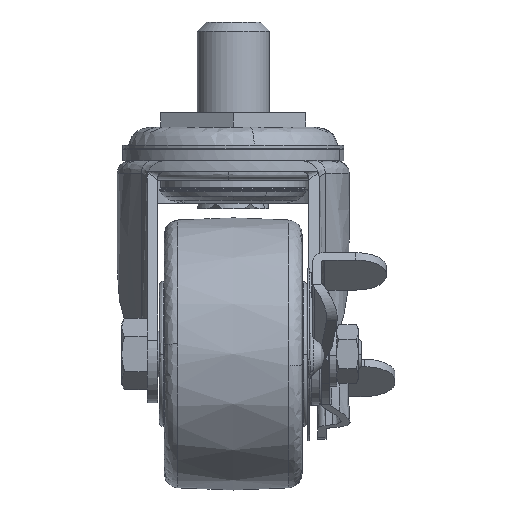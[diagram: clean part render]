
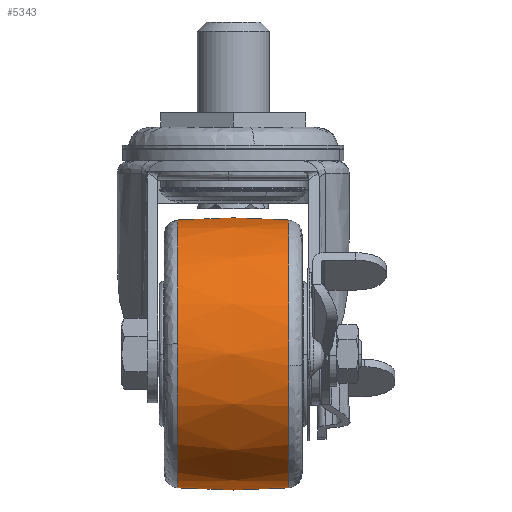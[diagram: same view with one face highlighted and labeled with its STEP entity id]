
A CAD part, left-side view. The second image highlights one B-rep face of the part: STEP entity #5343.
In plain terms, the highlighted free-form (B-spline) face has degree [2, 2] with [3, 7] control points.
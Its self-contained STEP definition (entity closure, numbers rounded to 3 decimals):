
#5070=CARTESIAN_POINT('',(-36.,-15.306,-25.587));
#5071=VERTEX_POINT('',#5070);
#5085=CARTESIAN_POINT('',(-72.771,-15.306,-65.743));
#5086=VERTEX_POINT('',#5085);
#5087=CARTESIAN_POINT('',(-72.771,-15.306,-65.743));
#5088=CARTESIAN_POINT('',(-72.913,-15.306,-64.125));
#5089=CARTESIAN_POINT('',(-72.913,-15.306,-62.5));
#5090=CARTESIAN_POINT('',(-72.913,-15.306,-25.587));
#5091=CARTESIAN_POINT('',(-36.,-15.306,-25.587));
#5099=(BOUNDED_CURVE()B_SPLINE_CURVE(2,(#5087,#5088,#5089,#5090,#5091),.UNSPECIFIED.,.F.,.U.)B_SPLINE_CURVE_WITH_KNOTS((3,2,3),(0.735,0.75,1.0),.UNSPECIFIED.)CURVE()GEOMETRIC_REPRESENTATION_ITEM()RATIONAL_B_SPLINE_CURVE((0.966,0.982,1.0,0.707,1.0))REPRESENTATION_ITEM(''));
#5100=EDGE_CURVE('',#5086,#5071,#5099,.T.);
#5149=CARTESIAN_POINT('',(-36.,-15.306,-99.413));
#5150=VERTEX_POINT('',#5149);
#5151=CARTESIAN_POINT('',(-36.,-15.306,-99.413));
#5152=CARTESIAN_POINT('',(-69.801,-15.306,-99.413));
#5153=CARTESIAN_POINT('',(-72.771,-15.306,-65.743));
#5161=(BOUNDED_CURVE()B_SPLINE_CURVE(2,(#5151,#5152,#5153),.UNSPECIFIED.,.F.,.U.)B_SPLINE_CURVE_WITH_KNOTS((3,3),(0.5,0.735),.UNSPECIFIED.)CURVE()GEOMETRIC_REPRESENTATION_ITEM()RATIONAL_B_SPLINE_CURVE((1.0,0.725,0.966))REPRESENTATION_ITEM(''));
#5162=EDGE_CURVE('',#5150,#5086,#5161,.T.);
#5213=CARTESIAN_POINT('',(-36.,15.306,-25.587));
#5214=VERTEX_POINT('',#5213);
#5215=CARTESIAN_POINT('',(-36.,15.306,-25.587));
#5216=CARTESIAN_POINT('',(-36.,0.,-24.412));
#5217=CARTESIAN_POINT('',(-36.,-15.306,-25.587));
#5225=(BOUNDED_CURVE()B_SPLINE_CURVE(2,(#5215,#5216,#5217),.UNSPECIFIED.,.F.,.U.)B_SPLINE_CURVE_WITH_KNOTS((3,3),(0.44,0.56),.UNSPECIFIED.)CURVE()GEOMETRIC_REPRESENTATION_ITEM()RATIONAL_B_SPLINE_CURVE((0.908,0.905,0.908))REPRESENTATION_ITEM(''));
#5226=EDGE_CURVE('',#5214,#5071,#5225,.T.);
#5230=CARTESIAN_POINT('',(-36.,15.306,-99.413));
#5231=VERTEX_POINT('',#5230);
#5232=CARTESIAN_POINT('',(-36.,15.306,-99.413));
#5233=CARTESIAN_POINT('',(-36.,0.,-100.588));
#5234=CARTESIAN_POINT('',(-36.,-15.306,-99.413));
#5242=(BOUNDED_CURVE()B_SPLINE_CURVE(2,(#5232,#5233,#5234),.UNSPECIFIED.,.F.,.U.)B_SPLINE_CURVE_WITH_KNOTS((3,3),(0.44,0.56),.UNSPECIFIED.)CURVE()GEOMETRIC_REPRESENTATION_ITEM()RATIONAL_B_SPLINE_CURVE((0.908,0.905,0.908))REPRESENTATION_ITEM(''));
#5243=EDGE_CURVE('',#5231,#5150,#5242,.T.);
#5278=CARTESIAN_POINT('',(-34.971,16.83,-99.291));
#5279=CARTESIAN_POINT('',(-34.932,0.,-100.712));
#5280=CARTESIAN_POINT('',(-34.971,-16.83,-99.291));
#5281=CARTESIAN_POINT('',(-35.483,16.83,-99.291));
#5282=CARTESIAN_POINT('',(-35.463,0.,-100.712));
#5283=CARTESIAN_POINT('',(-35.483,-16.83,-99.291));
#5284=CARTESIAN_POINT('',(-72.791,16.83,-99.291));
#5285=CARTESIAN_POINT('',(-74.212,0.,-100.712));
#5286=CARTESIAN_POINT('',(-72.791,-16.83,-99.291));
#5287=CARTESIAN_POINT('',(-72.791,16.83,-62.5));
#5288=CARTESIAN_POINT('',(-74.212,0.,-62.5));
#5289=CARTESIAN_POINT('',(-72.791,-16.83,-62.5));
#5290=CARTESIAN_POINT('',(-72.791,16.83,-25.709));
#5291=CARTESIAN_POINT('',(-74.212,0.,-24.288));
#5292=CARTESIAN_POINT('',(-72.791,-16.83,-25.709));
#5293=CARTESIAN_POINT('',(-35.483,16.83,-25.709));
#5294=CARTESIAN_POINT('',(-35.463,0.,-24.288));
#5295=CARTESIAN_POINT('',(-35.483,-16.83,-25.709));
#5296=CARTESIAN_POINT('',(-34.971,16.83,-25.709));
#5297=CARTESIAN_POINT('',(-34.932,0.,-24.288));
#5298=CARTESIAN_POINT('',(-34.971,-16.83,-25.709));
#5306=(BOUNDED_SURFACE()B_SPLINE_SURFACE(2,2,((#5278,#5281,#5284,#5287,#5290,#5293,#5296),(#5279,#5282,#5285,#5288,#5291,#5294,#5297),(#5280,#5283,#5286,#5289,#5292,#5295,#5298)),.UNSPECIFIED.,.F.,.F.,.U.)B_SPLINE_SURFACE_WITH_KNOTS((3,3),(3,1,2,1,3),(0.0,33.72),(0.0,1.243,63.375,125.507,126.749),.UNSPECIFIED.)GEOMETRIC_REPRESENTATION_ITEM()RATIONAL_B_SPLINE_SURFACE(((0.918,0.913,0.642,0.908,0.642,0.913,0.918),(0.915,0.91,0.64,0.905,0.64,0.91,0.915),(0.918,0.913,0.642,0.908,0.642,0.913,0.918)))REPRESENTATION_ITEM('')SURFACE());
#5307=ORIENTED_EDGE('',*,*,#5226,.F.);
#5308=CARTESIAN_POINT('',(-72.809,15.306,-59.719));
#5309=VERTEX_POINT('',#5308);
#5310=CARTESIAN_POINT('',(-72.809,15.306,-59.719));
#5311=CARTESIAN_POINT('',(-70.23,15.306,-25.587));
#5312=CARTESIAN_POINT('',(-36.,15.306,-25.587));
#5320=(BOUNDED_CURVE()B_SPLINE_CURVE(2,(#5310,#5311,#5312),.UNSPECIFIED.,.F.,.U.)B_SPLINE_CURVE_WITH_KNOTS((3,3),(0.763,1.0),.UNSPECIFIED.)CURVE()GEOMETRIC_REPRESENTATION_ITEM()RATIONAL_B_SPLINE_CURVE((0.971,0.722,1.0))REPRESENTATION_ITEM(''));
#5321=EDGE_CURVE('',#5309,#5214,#5320,.T.);
#5322=ORIENTED_EDGE('',*,*,#5321,.F.);
#5323=CARTESIAN_POINT('',(-36.,15.306,-99.413));
#5324=CARTESIAN_POINT('',(-72.913,15.306,-99.413));
#5325=CARTESIAN_POINT('',(-72.913,15.306,-62.5));
#5326=CARTESIAN_POINT('',(-72.913,15.306,-61.108));
#5327=CARTESIAN_POINT('',(-72.809,15.306,-59.719));
#5335=(BOUNDED_CURVE()B_SPLINE_CURVE(2,(#5323,#5324,#5325,#5326,#5327),.UNSPECIFIED.,.F.,.U.)B_SPLINE_CURVE_WITH_KNOTS((3,2,3),(0.5,0.75,0.763),.UNSPECIFIED.)CURVE()GEOMETRIC_REPRESENTATION_ITEM()RATIONAL_B_SPLINE_CURVE((1.0,0.707,1.0,0.985,0.971))REPRESENTATION_ITEM(''));
#5336=EDGE_CURVE('',#5231,#5309,#5335,.T.);
#5337=ORIENTED_EDGE('',*,*,#5336,.F.);
#5338=ORIENTED_EDGE('',*,*,#5243,.T.);
#5339=ORIENTED_EDGE('',*,*,#5162,.T.);
#5340=ORIENTED_EDGE('',*,*,#5100,.T.);
#5341=EDGE_LOOP('',(#5307,#5322,#5337,#5338,#5339,#5340));
#5342=FACE_OUTER_BOUND('',#5341,.T.);
#5343=ADVANCED_FACE('',(#5342),#5306,.T.);
